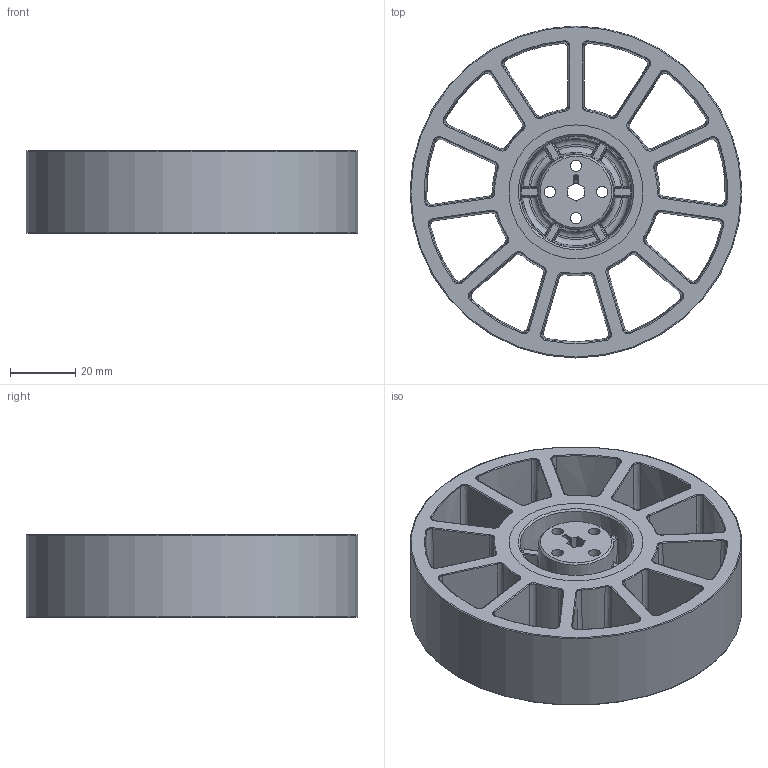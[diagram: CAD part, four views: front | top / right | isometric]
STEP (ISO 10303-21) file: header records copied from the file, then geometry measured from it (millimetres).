
FILE_DESCRIPTION (( 'STEP AP214' ), '1' );
FILE_NAME ('am-4538 4IN 5mm Hex Compliant Wheel.STEP', '2021-02-26T21:09:02', ( '' ), ( '' ), 'SwSTEP 2.0', 'SolidWorks 2019', '' );
FILE_SCHEMA (( 'AUTOMOTIVE_DESIGN' ));
Length unit declared in the file: millimetre
Products named in the file (1): am-4538 4IN 5mm Hex Compliant Wheel
Bounding box: 101.6 x 101.6 x 25.4 mm (x, y, z)
Volume: 106223.7 mm3; surface area: 48533.4 mm2
Topology: 2 solids, 2 shells, 474 faces, 1122 edges, 653 vertices
Faces by surface type: bspline 206, cylinder 93, plane 73, torus 70, cone 30, sphere 2
Full cylindrical faces by diameter (mm): 3.5 x4, 101.6 x1
Entity records: 26171 total; most frequent: CARTESIAN_POINT 11429, ORIENTED_EDGE 2204, DIRECTION 1686, EDGE_CURVE 1102, AXIS2_PLACEMENT_3D 733, VERTEX_POINT 648, EDGE_LOOP 524, FACE_OUTER_BOUND 481
